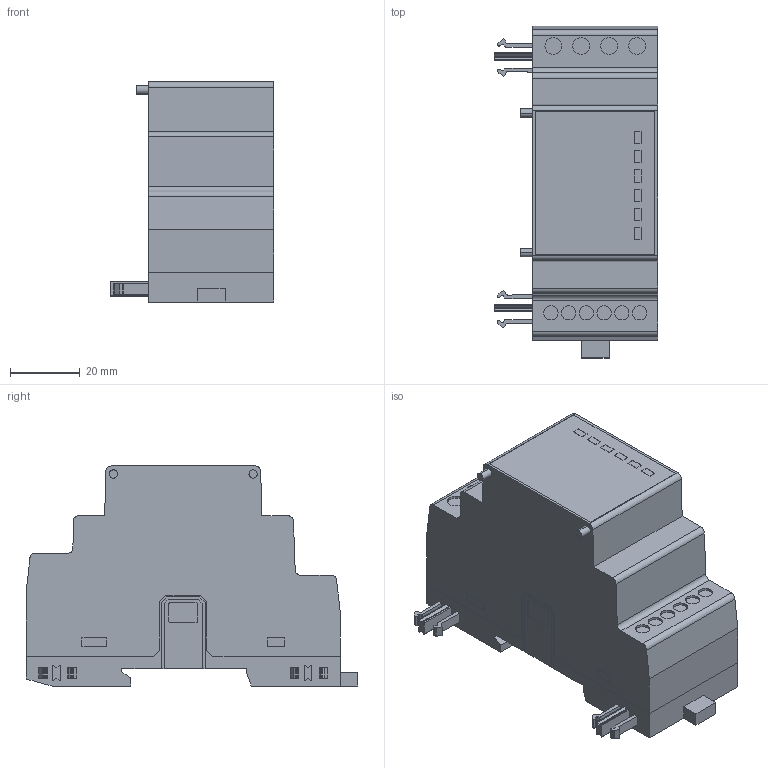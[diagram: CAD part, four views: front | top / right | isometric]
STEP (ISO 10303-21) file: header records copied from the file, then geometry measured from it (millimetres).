
FILE_DESCRIPTION((''),'2;1');
FILE_NAME('3d_EXM1012.stp','2012-10-10T13:59:44',(''),(''),'Mechanical Desktop 2011','Mechanical Desktop 2011',', , ');
FILE_SCHEMA(('CONFIG_CONTROL_DESIGN'));
Length unit declared in the file: millimetre
Products named in the file (1): Product
Bounding box: 46.8 x 95 x 63 mm (x, y, z)
Volume: 159927.9 mm3; surface area: 29701.1 mm2
Topology: 9 solids, 9 shells, 289 faces, 766 edges, 518 vertices
Faces by surface type: plane 209, cylinder 80
Entity records: 9057 total; most frequent: CARTESIAN_POINT 1574, ORIENTED_EDGE 1532, DIRECTION 1528, EDGE_CURVE 766, VECTOR 584, LINE 584, VERTEX_POINT 518, AXIS2_PLACEMENT_3D 472
